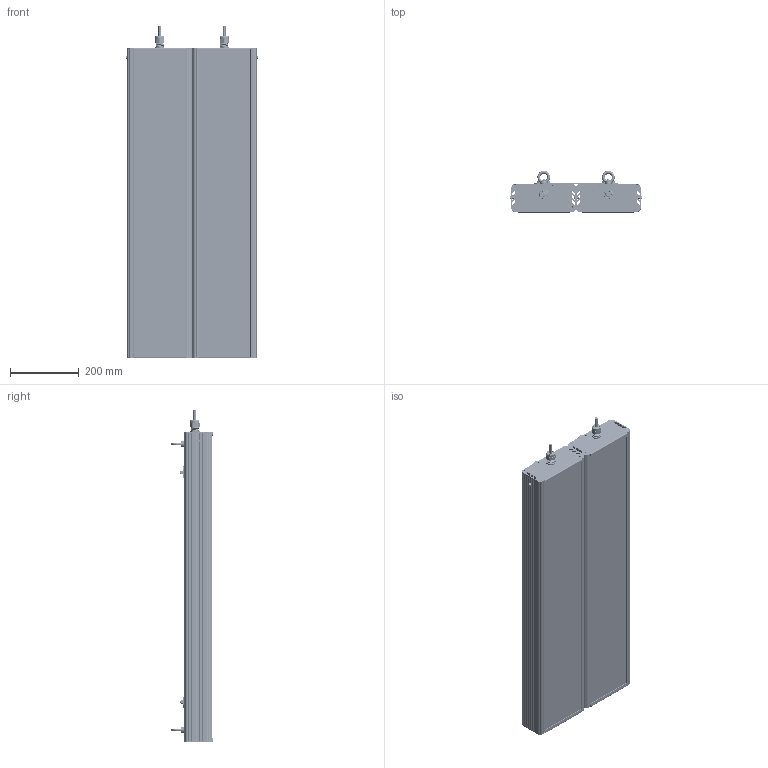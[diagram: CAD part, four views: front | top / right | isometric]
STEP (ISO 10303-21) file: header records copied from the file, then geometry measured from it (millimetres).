
FILE_DESCRIPTION(('STEP AP214'), '1');
FILE_NAME('001.0096.52.000 - ÃÑÏ-Ýêñòðà-Îïòèê-2Åõ-360(2Õ180)', '', ('UNSPECIFIED'), ('UNSPECIFIED'), 'C3D Converter', 'C3D Toolkit', '');
FILE_SCHEMA(('AUTOMOTIVE_DESIGN { 1 0 10303 214 3 1 1}'));
Length unit declared in the file: millimetre
Products named in the file (39): 001.0096.52.000; 001.0065.02.000; #3496; #3555; #3614; #3699
Assembly tree (90 placements, depth 4):
  001.0096.52.000
    (unnamed)  x2
      (unnamed)
      (unnamed)
      (unnamed)
      (unnamed)
      (unnamed)
      (unnamed)
      (unnamed)
      (unnamed)
      (unnamed)
      (unnamed)
      (unnamed)
      (unnamed)
        (unnamed)
        (unnamed)
        (unnamed)  x13
        (unnamed)
        (unnamed)
        (unnamed)
        (unnamed)
        (unnamed)
        (unnamed)
        (unnamed)
      (unnamed)
        (unnamed)
    001.0065.02.000  x4
      (unnamed)
      (unnamed)
    (unnamed)  x2
    (unnamed)  x2
    (unnamed)  x2
      (unnamed)
      (unnamed)
      (unnamed)
      (unnamed)
      #3496
      #3555
      #3614
      #3699
Bounding box: 384.85 x 121.62 x 964 mm (x, y, z)
Volume: 5967349.2 mm3; surface area: 4414438.3 mm2
Topology: 1272 solids, 1272 shells, 16356 faces, 36096 edges, 24012 vertices
Faces by surface type: plane 11908, cylinder 3550, bspline 610, cone 234, sphere 36, torus 18
Full cylindrical faces by diameter (mm): 1 x36, 2 x72, 2.5 x144, 2.8 x900, 3.2 x36, 3.5 x216, 4 x28, 4.917 x8, 5 x8, 6 x16, 6.6 x8, 7 x8, 8 x24, 9 x468, 10 x4, 11 x8, 12.5 x2, 13 x2, 16 x2, 17 x2, 18 x2, 18.5 x2, 19 x2, 20 x2, 21.5 x2, 22 x4, 25.5 x2
Entity records: 91519 total; most frequent: CARTESIAN_POINT 47032, DIRECTION 7794, ORIENTED_EDGE 6600, EDGE_CURVE 3300, AXIS2_PLACEMENT_3D 2812, VERTEX_POINT 2296, LINE 2170, VECTOR 2170
